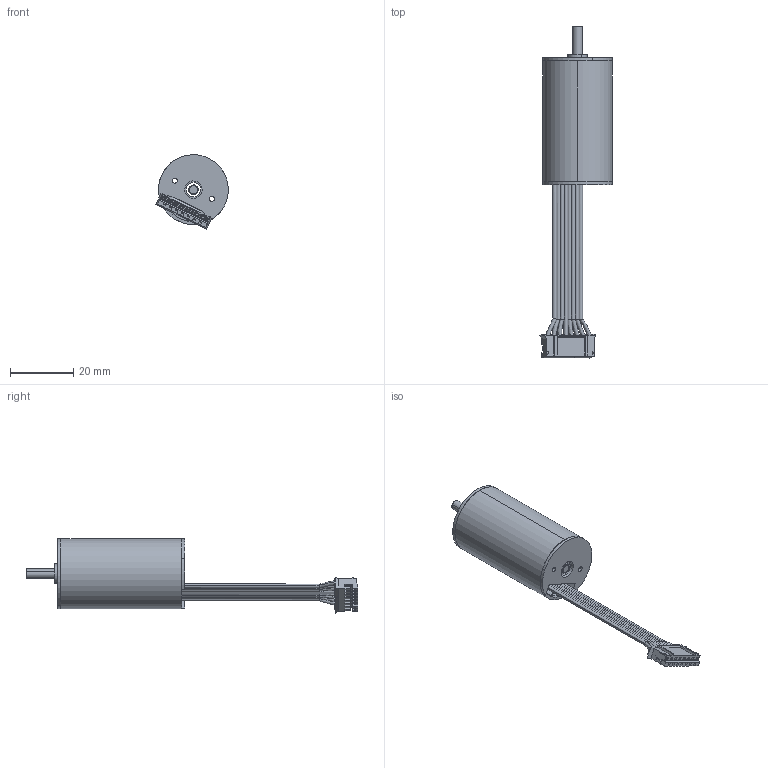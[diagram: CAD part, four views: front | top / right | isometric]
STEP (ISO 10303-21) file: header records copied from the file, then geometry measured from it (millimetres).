
FILE_DESCRIPTION (( 'STEP AP203' ), '1' );
FILE_NAME ('EC2240S.STEP', '2016-12-27T01:36:23', ( 'Sky123.Org' ), ( 'Sky123.Org' ), 'SwSTEP 2.0', 'SolidWorks 2013', '' );
FILE_SCHEMA (( 'CONFIG_CONTROL_DESIGN' ));
Length unit declared in the file: millimetre
Products named in the file (6): 01.10.0124 粣; 01.14.0001 傷赽盄; EC2240S; 01.07.0057 儂褲; 01.01.0004 ヶ傷裔; 01.02.0051 綴傷裔
Assembly tree (5 placements, depth 2):
  EC2240S
    01.07.0057 儂褲
    01.01.0004 ヶ傷裔
    01.02.0051 綴傷裔
    01.10.0124 粣
    01.14.0001 傷赽盄
Bounding box: 22.9 x 104.57 x 23.46 mm (x, y, z)
Volume: 5330.9 mm3; surface area: 11289.6 mm2
Topology: 4 solids, 30 shells, 492 faces, 1558 edges, 1051 vertices
Faces by surface type: plane 346, cylinder 116, bspline 14, cone 12, torus 4
Entity records: 18241 total; most frequent: CARTESIAN_POINT 3939, DIRECTION 2725, ORIENTED_EDGE 2700, EDGE_CURVE 1558, LINE 1265, VECTOR 1265, VERTEX_POINT 1051, AXIS2_PLACEMENT_3D 730
